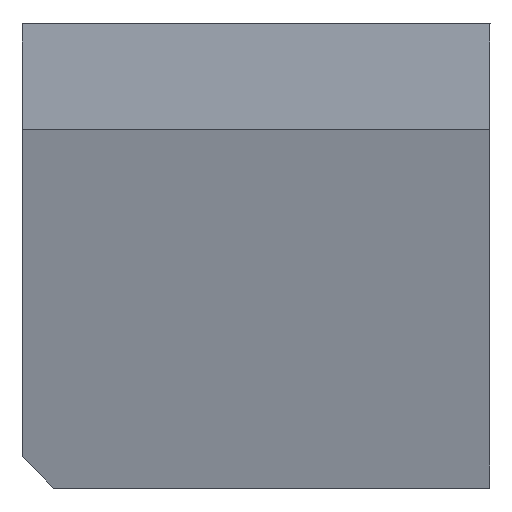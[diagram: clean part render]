
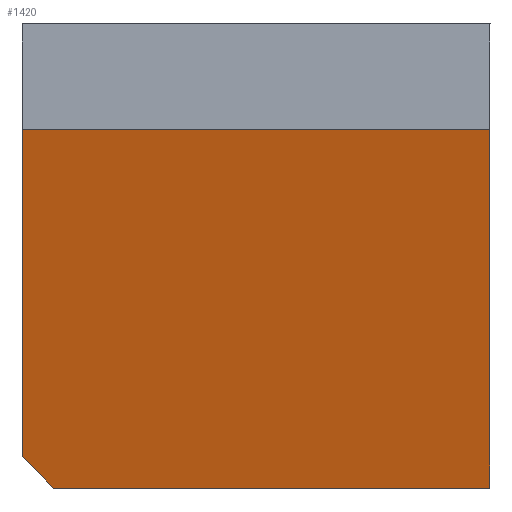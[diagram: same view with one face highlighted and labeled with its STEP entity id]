
A CAD part, left-side view. The second image highlights one B-rep face of the part: STEP entity #1420.
In plain terms, the highlighted planar face has unit normal (-0.943, 0.334, 0).
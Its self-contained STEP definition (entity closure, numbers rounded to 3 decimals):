
#1420=ADVANCED_FACE('NONE',(#3508),#3509,.F.);
#3508=FACE_OUTER_BOUND('',#6241,.T.);
#3509=PLANE('',#6242);
#6241=EDGE_LOOP('',(#11865,#11866,#11867,#11868,#11869));
#6242=AXIS2_PLACEMENT_3D('',#11870,#11871,#11872);
#11865=ORIENTED_EDGE('',*,*,#18822,.T.);
#11866=ORIENTED_EDGE('',*,*,#19428,.T.);
#11867=ORIENTED_EDGE('',*,*,#19429,.T.);
#11868=ORIENTED_EDGE('',*,*,#18794,.F.);
#11869=ORIENTED_EDGE('',*,*,#19430,.T.);
#11870=CARTESIAN_POINT('',(-5.32,-15.,29.75));
#11871=DIRECTION('',(0.942,-0.334,0.0));
#11872=DIRECTION('',(0.0,0.0,-1.0));
#18794=EDGE_CURVE('NONE',#23639,#23641,#23642,.T.);
#18822=EDGE_CURVE('NONE',#23675,#23673,#23676,.T.);
#19428=EDGE_CURVE('NONE',#23673,#24684,#24685,.T.);
#19429=EDGE_CURVE('NONE',#24684,#23641,#24686,.T.);
#19430=EDGE_CURVE('NONE',#23639,#23675,#24687,.T.);
#23639=VERTEX_POINT('NONE',#30361);
#23641=VERTEX_POINT('NONE',#30364);
#23642=LINE('',#30365,#30366);
#23673=VERTEX_POINT('NONE',#30403);
#23675=VERTEX_POINT('NONE',#30406);
#23676=LINE('',#30407,#30408);
#24684=VERTEX_POINT('NONE',#32018);
#24685=LINE('',#32019,#32020);
#24686=LINE('',#32021,#32022);
#24687=LINE('',#32023,#32024);
#30361=CARTESIAN_POINT('',(-5.32,-15.,23.0));
#30364=CARTESIAN_POINT('',(-5.32,-15.,0.0));
#30365=CARTESIAN_POINT('',(-5.32,-15.,29.75));
#30366=VECTOR('',#35252,1000.0);
#30403=CARTESIAN_POINT('',(5.32,15.,2.));
#30406=CARTESIAN_POINT('',(5.32,15.,23.0));
#30407=CARTESIAN_POINT('',(5.32,15.,29.75));
#30408=VECTOR('',#35314,1000.0);
#32018=CARTESIAN_POINT('',(4.611,13.,0.0));
#32019=CARTESIAN_POINT('',(5.32,15.,2.));
#32020=VECTOR('',#35923,1000.0);
#32021=CARTESIAN_POINT('',(-5.32,-15.,0.0));
#32022=VECTOR('',#35924,1000.0);
#32023=CARTESIAN_POINT('',(-5.32,-15.,23.0));
#32024=VECTOR('',#35925,1000.0);
#35252=DIRECTION('',(-0.0,-0.0,-1.0));
#35314=DIRECTION('',(-0.0,-0.0,-1.0));
#35923=DIRECTION('',(-0.243,-0.686,-0.686));
#35924=DIRECTION('',(-0.334,-0.942,-0.0));
#35925=DIRECTION('',(0.334,0.942,0.0));
